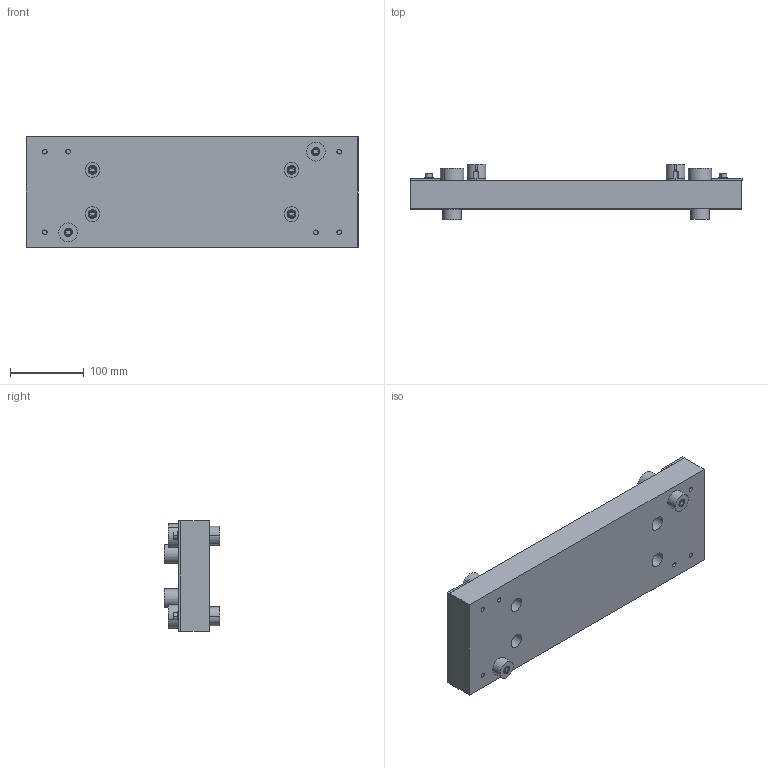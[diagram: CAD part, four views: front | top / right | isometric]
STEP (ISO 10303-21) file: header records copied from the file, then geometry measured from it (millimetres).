
FILE_DESCRIPTION (( 'STEP AP203' ), '1' );
FILE_NAME ('D070035-v4.STEP', '2013-02-11T19:18:15', ( 'Dwayne Giardina' ), ( 'Microsoft' ), 'SwSTEP 2.0', 'SolidWorks 2012', '' );
FILE_SCHEMA (( 'CONFIG_CONTROL_DESIGN' ));
Length unit declared in the file: inch
Products named in the file (11): D070035-v4; D1201469 OMC SHIM, METAL BREADBOARD; SST_Socketheadcapscrew_SHCS 0.25-20  X 0.625; NAS 620 FLAT WASHERS_________ FLAT WASHERS NAS 620-C416L (1-4)  (OR EQUIV.); 90585A202 4-40x.375 FHCS_90585A202; D1201335 OMC ADAPTER, METAL BREADBOARD; D1201334 OMC BRACKET, METAL MOUNTING; D020351_50g_mass; D020350_100g_mass; SST_Socketheadcapscrew_SHCS 0.25-20  X 0.75; D070027_AdLIGO_SUS_OMC_SUS-METAL-DUMMY-OPTICAL-BENCH_counterboars no mass
Assembly tree (55 placements, depth 2):
  D070035-v4
    D070027_AdLIGO_SUS_OMC_SUS-METAL-DUMMY-OPTICAL-BENCH_counterboars no mass
    SST_Socketheadcapscrew_SHCS 0.25-20  X 0.75  x6
    D020350_100g_mass  x4
    D020351_50g_mass  x2
    D1201334 OMC BRACKET, METAL MOUNTING  x4
    D1201335 OMC ADAPTER, METAL BREADBOARD  x4
    90585A202 4-40x.375 FHCS_90585A202  x12
    NAS 620 FLAT WASHERS_________ FLAT WASHERS NAS 620-C416L (1-4)  (OR EQUIV.)  x12
    SST_Socketheadcapscrew_SHCS 0.25-20  X 0.625  x8
    D1201469 OMC SHIM, METAL BREADBOARD  x2
Bounding box: 450 x 74.65 x 150.02 mm (x, y, z)
Volume: 2431353.9 mm3; surface area: 299008.6 mm2
Topology: 55 solids, 55 shells, 1521 faces, 3770 edges, 2408 vertices
Faces by surface type: cylinder 822, plane 387, cone 288, bspline 24
Entity records: 12551 total; most frequent: CARTESIAN_POINT 3221, DIRECTION 1528, ORIENTED_EDGE 1392, EDGE_CURVE 696, AXIS2_PLACEMENT_3D 596, VERTEX_POINT 453, EDGE_LOOP 349, LINE 336
